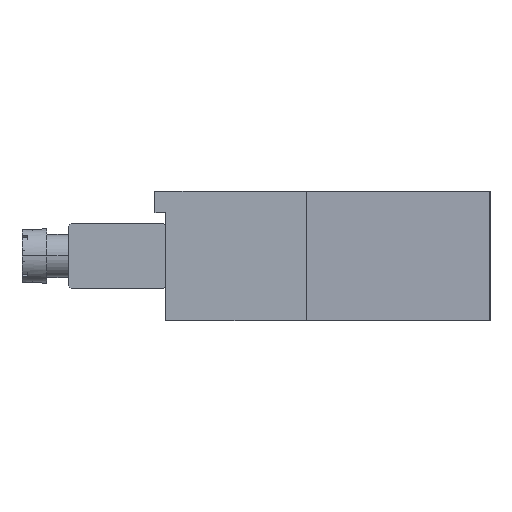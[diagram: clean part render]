
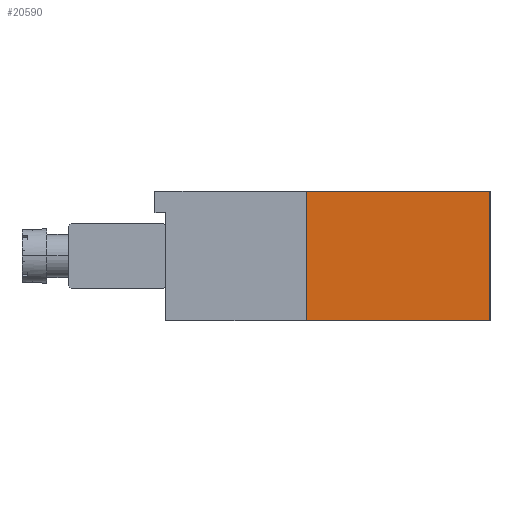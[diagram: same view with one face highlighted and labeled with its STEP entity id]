
A CAD part, left-side view. The second image highlights one B-rep face of the part: STEP entity #20590.
In plain terms, the highlighted planar face has unit normal (-0.62, -0.784, 0).
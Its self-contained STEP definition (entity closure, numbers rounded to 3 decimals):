
#628 = VERTEX_POINT ( 'NONE', #4717 ) ;
#1574 = DIRECTION ( 'NONE',  ( 0.784, -0.62, 0. ) ) ;
#4717 = CARTESIAN_POINT ( 'NONE',  ( -21.5, -30., -12. ) ) ;
#7872 = VECTOR ( 'NONE', #28739, 1000. ) ;
#8561 = VERTEX_POINT ( 'NONE', #29922 ) ;
#11026 = VERTEX_POINT ( 'NONE', #21268 ) ;
#12510 = DIRECTION ( 'NONE',  ( -0.62, -0.784, 0. ) ) ;
#13133 = VECTOR ( 'NONE', #26034, 1000. ) ;
#13906 = VERTEX_POINT ( 'NONE', #28779 ) ;
#14855 = EDGE_LOOP ( 'NONE', ( #16395, #22439, #28317, #17841 ) ) ;
#15017 = EDGE_CURVE ( 'NONE', #8561, #628, #30487, .T. ) ;
#15270 = AXIS2_PLACEMENT_3D ( 'NONE', #26232, #12510, #28451 ) ;
#16395 = ORIENTED_EDGE ( 'NONE', *, *, #16592, .F. ) ;
#16592 = EDGE_CURVE ( 'NONE', #11026, #13906, #24169, .T. ) ;
#17841 = ORIENTED_EDGE ( 'NONE', *, *, #25645, .T. ) ;
#18047 = CARTESIAN_POINT ( 'NONE',  ( -21.5, -30., 0. ) ) ;
#18380 = EDGE_CURVE ( 'NONE', #8561, #11026, #20632, .T. ) ;
#18976 = CARTESIAN_POINT ( 'NONE',  ( -21.5, -30., -12. ) ) ;
#20590 = ADVANCED_FACE ( 'NONE', ( #20749 ), #28352, .T. ) ;
#20632 = LINE ( 'NONE', #28460, #7872 ) ;
#20749 = FACE_OUTER_BOUND ( 'NONE', #14855, .T. ) ;
#21268 = CARTESIAN_POINT ( 'NONE',  ( -43., -13., 0. ) ) ;
#21690 = CARTESIAN_POINT ( 'NONE',  ( -21.5, -30., -12. ) ) ;
#22439 = ORIENTED_EDGE ( 'NONE', *, *, #18380, .F. ) ;
#22682 = DIRECTION ( 'NONE',  ( 0.784, -0.62, 0. ) ) ;
#23453 = VECTOR ( 'NONE', #22682, 1000. ) ;
#24169 = LINE ( 'NONE', #18047, #23453 ) ;
#25645 = EDGE_CURVE ( 'NONE', #628, #13906, #30472, .T. ) ;
#26034 = DIRECTION ( 'NONE',  ( 0., 0., 1. ) ) ;
#26232 = CARTESIAN_POINT ( 'NONE',  ( -21.5, -30., -12. ) ) ;
#28317 = ORIENTED_EDGE ( 'NONE', *, *, #15017, .T. ) ;
#28352 = PLANE ( 'NONE',  #15270 ) ;
#28451 = DIRECTION ( 'NONE',  ( 0.784, -0.62, 0. ) ) ;
#28460 = CARTESIAN_POINT ( 'NONE',  ( -43., -13., -12. ) ) ;
#28739 = DIRECTION ( 'NONE',  ( 0., 0., 1. ) ) ;
#28779 = CARTESIAN_POINT ( 'NONE',  ( -21.5, -30., 0. ) ) ;
#29766 = VECTOR ( 'NONE', #1574, 1000. ) ;
#29922 = CARTESIAN_POINT ( 'NONE',  ( -43., -13., -12. ) ) ;
#30472 = LINE ( 'NONE', #21690, #13133 ) ;
#30487 = LINE ( 'NONE', #18976, #29766 ) ;
